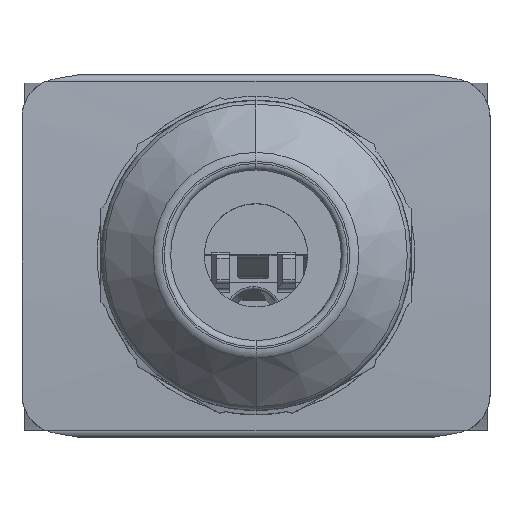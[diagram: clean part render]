
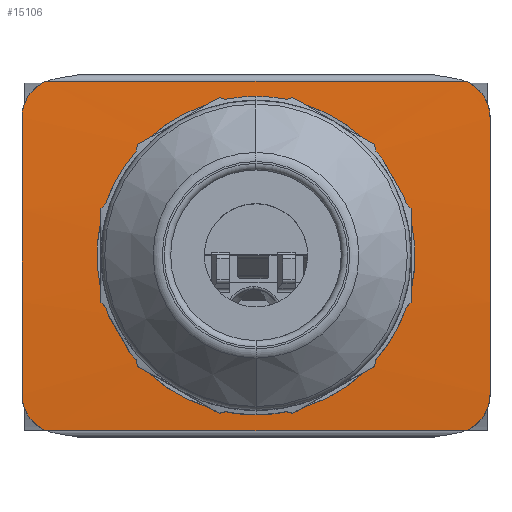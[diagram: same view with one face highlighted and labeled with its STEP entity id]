
A CAD part, top view. The second image highlights one B-rep face of the part: STEP entity #15106.
In plain terms, the highlighted cylindrical face has radius 200 mm (diameter 400 mm), a partial arc.
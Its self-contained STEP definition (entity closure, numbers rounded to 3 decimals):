
#14997=AXIS2_PLACEMENT_3D('Cylinder Axis2P3D',#14994,#14995,#14996) ;
#15010=AXIS2_PLACEMENT_3D('Circle Axis2P3D',#15008,#15009,$) ;
#15042=AXIS2_PLACEMENT_3D('Circle Axis2P3D',#15040,#15041,$) ;
#14914=CARTESIAN_POINT('Line Origine',(27.15,0.466,51.986)) ;
#14918=CARTESIAN_POINT('Vertex',(34.267,0.466,51.986)) ;
#14920=CARTESIAN_POINT('Vertex',(1.933,0.466,51.986)) ;
#14994=CARTESIAN_POINT('Axis2P3D Location',(36.1,14.,-147.555)) ;
#15000=CARTESIAN_POINT('Control Point',(36.2,3.27,52.157)) ;
#15001=CARTESIAN_POINT('Control Point',(36.2,2.365,52.108)) ;
#15002=CARTESIAN_POINT('Control Point',(35.834,1.456,52.053)) ;
#15003=CARTESIAN_POINT('Control Point',(35.114,0.788,52.008)) ;
#15004=CARTESIAN_POINT('Control Point',(34.267,0.466,51.986)) ;
#15005=CARTESIAN_POINT('Vertex',(36.2,3.27,52.157)) ;
#15008=CARTESIAN_POINT('Axis2P3D Location',(36.2,14.,-147.555)) ;
#15012=CARTESIAN_POINT('Vertex',(36.2,24.73,52.157)) ;
#15016=CARTESIAN_POINT('Control Point',(36.2,24.73,52.157)) ;
#15017=CARTESIAN_POINT('Control Point',(36.2,25.635,52.108)) ;
#15018=CARTESIAN_POINT('Control Point',(35.834,26.544,52.053)) ;
#15019=CARTESIAN_POINT('Control Point',(35.114,27.212,52.008)) ;
#15020=CARTESIAN_POINT('Control Point',(34.267,27.534,51.986)) ;
#15021=CARTESIAN_POINT('Vertex',(34.267,27.534,51.986)) ;
#15024=CARTESIAN_POINT('Line Origine',(36.1,27.534,51.986)) ;
#15028=CARTESIAN_POINT('Vertex',(1.933,27.534,51.986)) ;
#15032=CARTESIAN_POINT('Control Point',(0.,24.73,52.157)) ;
#15033=CARTESIAN_POINT('Control Point',(0.,25.635,52.108)) ;
#15034=CARTESIAN_POINT('Control Point',(0.366,26.544,52.053)) ;
#15035=CARTESIAN_POINT('Control Point',(1.086,27.212,52.008)) ;
#15036=CARTESIAN_POINT('Control Point',(1.933,27.534,51.986)) ;
#15037=CARTESIAN_POINT('Vertex',(0.,24.73,52.157)) ;
#15040=CARTESIAN_POINT('Axis2P3D Location',(0.,14.,-147.555)) ;
#15044=CARTESIAN_POINT('Vertex',(0.,3.27,52.157)) ;
#15048=CARTESIAN_POINT('Control Point',(0.,3.27,52.157)) ;
#15049=CARTESIAN_POINT('Control Point',(0.,2.365,52.108)) ;
#15050=CARTESIAN_POINT('Control Point',(0.366,1.456,52.053)) ;
#15051=CARTESIAN_POINT('Control Point',(1.086,0.788,52.008)) ;
#15052=CARTESIAN_POINT('Control Point',(1.933,0.466,51.986)) ;
#15065=CARTESIAN_POINT('Control Point',(18.1,4.15,52.202)) ;
#15066=CARTESIAN_POINT('Control Point',(20.155,4.15,52.202)) ;
#15067=CARTESIAN_POINT('Control Point',(22.209,4.686,52.228)) ;
#15068=CARTESIAN_POINT('Control Point',(24.076,5.759,52.282)) ;
#15069=CARTESIAN_POINT('Control Point',(26.322,8.015,52.368)) ;
#15070=CARTESIAN_POINT('Control Point',(27.528,10.88,52.424)) ;
#15071=CARTESIAN_POINT('Control Point',(27.803,11.882,52.437)) ;
#15072=CARTESIAN_POINT('Control Point',(28.224,14.963,52.458)) ;
#15073=CARTESIAN_POINT('Control Point',(27.44,18.051,52.42)) ;
#15074=CARTESIAN_POINT('Control Point',(26.378,19.926,52.366)) ;
#15075=CARTESIAN_POINT('Control Point',(24.117,22.204,52.28)) ;
#15076=CARTESIAN_POINT('Control Point',(21.231,23.429,52.223)) ;
#15077=CARTESIAN_POINT('Control Point',(20.204,23.71,52.209)) ;
#15078=CARTESIAN_POINT('Control Point',(19.152,23.85,52.202)) ;
#15079=CARTESIAN_POINT('Control Point',(18.1,23.85,52.202)) ;
#15080=CARTESIAN_POINT('Vertex',(18.1,4.15,52.202)) ;
#15082=CARTESIAN_POINT('Vertex',(18.1,23.85,52.202)) ;
#15086=CARTESIAN_POINT('Control Point',(18.1,23.85,52.202)) ;
#15087=CARTESIAN_POINT('Control Point',(16.045,23.85,52.202)) ;
#15088=CARTESIAN_POINT('Control Point',(13.991,23.314,52.228)) ;
#15089=CARTESIAN_POINT('Control Point',(12.124,22.241,52.282)) ;
#15090=CARTESIAN_POINT('Control Point',(9.878,19.985,52.368)) ;
#15091=CARTESIAN_POINT('Control Point',(8.672,17.12,52.424)) ;
#15092=CARTESIAN_POINT('Control Point',(8.397,16.118,52.437)) ;
#15093=CARTESIAN_POINT('Control Point',(7.976,13.037,52.458)) ;
#15094=CARTESIAN_POINT('Control Point',(8.76,9.949,52.42)) ;
#15095=CARTESIAN_POINT('Control Point',(9.822,8.074,52.366)) ;
#15096=CARTESIAN_POINT('Control Point',(12.083,5.796,52.28)) ;
#15097=CARTESIAN_POINT('Control Point',(14.969,4.571,52.223)) ;
#15098=CARTESIAN_POINT('Control Point',(15.996,4.29,52.209)) ;
#15099=CARTESIAN_POINT('Control Point',(17.048,4.15,52.202)) ;
#15100=CARTESIAN_POINT('Control Point',(18.1,4.15,52.202)) ;
#14915=DIRECTION('Vector Direction',(-1.,0.,0.)) ;
#14995=DIRECTION('Axis2P3D Direction',(1.,0.,0.)) ;
#14996=DIRECTION('Axis2P3D XDirection',(0.,0.068,0.998)) ;
#15009=DIRECTION('Axis2P3D Direction',(1.,0.,0.)) ;
#15025=DIRECTION('Vector Direction',(1.,0.,0.)) ;
#15041=DIRECTION('Axis2P3D Direction',(1.,0.,0.)) ;
#14916=VECTOR('Line Direction',#14915,1.) ;
#15026=VECTOR('Line Direction',#15025,1.) ;
#15055=ORIENTED_EDGE('',*,*,#15007,.F.) ;
#15056=ORIENTED_EDGE('',*,*,#15014,.F.) ;
#15057=ORIENTED_EDGE('',*,*,#15023,.T.) ;
#15058=ORIENTED_EDGE('',*,*,#15030,.T.) ;
#15059=ORIENTED_EDGE('',*,*,#15039,.F.) ;
#15060=ORIENTED_EDGE('',*,*,#15046,.F.) ;
#15061=ORIENTED_EDGE('',*,*,#15053,.T.) ;
#15062=ORIENTED_EDGE('',*,*,#14922,.F.) ;
#15103=ORIENTED_EDGE('',*,*,#15084,.F.) ;
#15104=ORIENTED_EDGE('',*,*,#15101,.F.) ;
#15105=FACE_BOUND('',#15102,.T.) ;
#15106=ADVANCED_FACE('Hauptk\X2\00F6\X0\rper',(#15063,#15105),#14998,.T.) ;
#14999=B_SPLINE_CURVE_WITH_KNOTS('',4,(#15000,#15001,#15002,#15003,#15004),.UNSPECIFIED.,.F.,.U.,(5,5),(0.,5.127),.UNSPECIFIED.) ;
#15015=B_SPLINE_CURVE_WITH_KNOTS('',4,(#15016,#15017,#15018,#15019,#15020),.UNSPECIFIED.,.F.,.U.,(5,5),(0.,5.127),.UNSPECIFIED.) ;
#15031=B_SPLINE_CURVE_WITH_KNOTS('',4,(#15032,#15033,#15034,#15035,#15036),.UNSPECIFIED.,.F.,.U.,(5,5),(0.,5.127),.UNSPECIFIED.) ;
#15047=B_SPLINE_CURVE_WITH_KNOTS('',4,(#15048,#15049,#15050,#15051,#15052),.UNSPECIFIED.,.F.,.U.,(5,5),(0.,5.127),.UNSPECIFIED.) ;
#15064=B_SPLINE_CURVE_WITH_KNOTS('',5,(#15065,#15066,#15067,#15068,#15069,#15070,#15071,#15072,#15073,#15074,#15075,#15076,#15077,#15078,#15079),.UNSPECIFIED.,.F.,.U.,(6,3,3,3,6),(0.,14.528,21.795,36.329,43.768),.UNSPECIFIED.) ;
#15085=B_SPLINE_CURVE_WITH_KNOTS('',5,(#15086,#15087,#15088,#15089,#15090,#15091,#15092,#15093,#15094,#15095,#15096,#15097,#15098,#15099,#15100),.UNSPECIFIED.,.F.,.U.,(6,3,3,3,6),(0.,14.528,21.795,36.329,43.768),.UNSPECIFIED.) ;
#15011=CIRCLE('generated circle',#15010,200.) ;
#15043=CIRCLE('generated circle',#15042,200.) ;
#14998=CYLINDRICAL_SURFACE('generated cylinder',#14997,200.) ;
#14922=EDGE_CURVE('',#14919,#14921,#14917,.T.) ;
#15007=EDGE_CURVE('',#15006,#14919,#14999,.T.) ;
#15014=EDGE_CURVE('',#15013,#15006,#15011,.T.) ;
#15023=EDGE_CURVE('',#15013,#15022,#15015,.T.) ;
#15030=EDGE_CURVE('',#15022,#15029,#15027,.F.) ;
#15039=EDGE_CURVE('',#15038,#15029,#15031,.T.) ;
#15046=EDGE_CURVE('',#15045,#15038,#15043,.F.) ;
#15053=EDGE_CURVE('',#15045,#14921,#15047,.T.) ;
#15084=EDGE_CURVE('',#15081,#15083,#15064,.T.) ;
#15101=EDGE_CURVE('',#15083,#15081,#15085,.T.) ;
#15054=EDGE_LOOP('',(#15055,#15056,#15057,#15058,#15059,#15060,#15061,#15062)) ;
#15102=EDGE_LOOP('',(#15103,#15104)) ;
#15063=FACE_OUTER_BOUND('',#15054,.T.) ;
#14917=LINE('Line',#14914,#14916) ;
#15027=LINE('Line',#15024,#15026) ;
#14919=VERTEX_POINT('',#14918) ;
#14921=VERTEX_POINT('',#14920) ;
#15006=VERTEX_POINT('',#15005) ;
#15013=VERTEX_POINT('',#15012) ;
#15022=VERTEX_POINT('',#15021) ;
#15029=VERTEX_POINT('',#15028) ;
#15038=VERTEX_POINT('',#15037) ;
#15045=VERTEX_POINT('',#15044) ;
#15081=VERTEX_POINT('',#15080) ;
#15083=VERTEX_POINT('',#15082) ;
